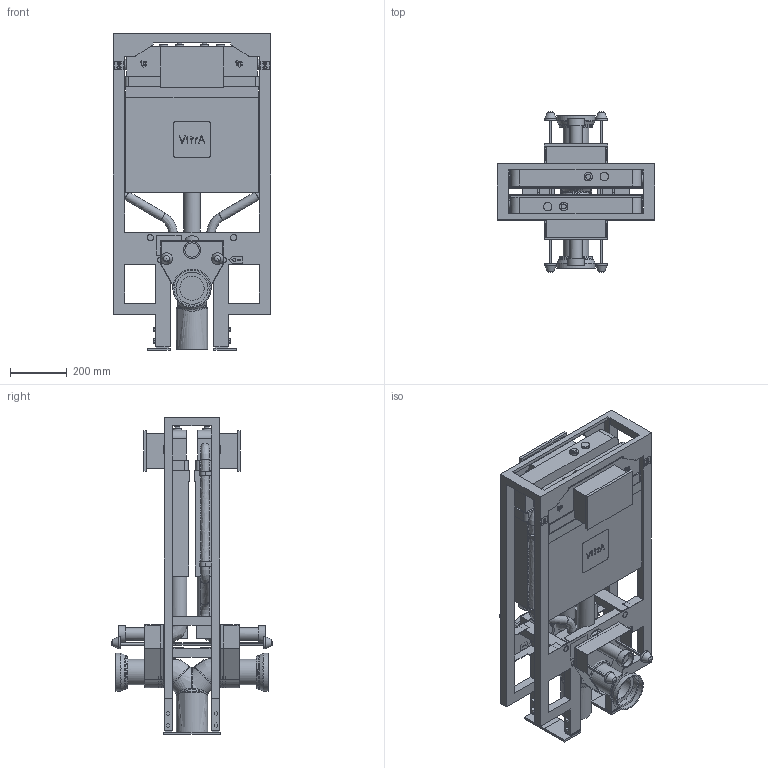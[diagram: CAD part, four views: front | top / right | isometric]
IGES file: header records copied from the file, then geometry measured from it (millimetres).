
Global section: file name: 768-5850; native system: unknown; preprocessor: unknown; author: unknown; organization: unknown; date: 20210413.111229; units: millimetre
Bounding box: 555.51 x 568.66 x 1119.69 mm (x, y, z)
Volume: 62669722.4 mm3; surface area: 4495481.8 mm2
Topology: 26 solids, 28 shells, 1451 faces, 3852 edges, 2564 vertices
Faces by surface type: bspline 1451
